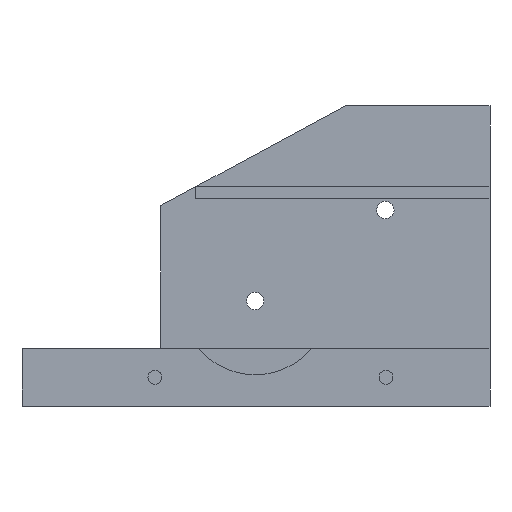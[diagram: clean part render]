
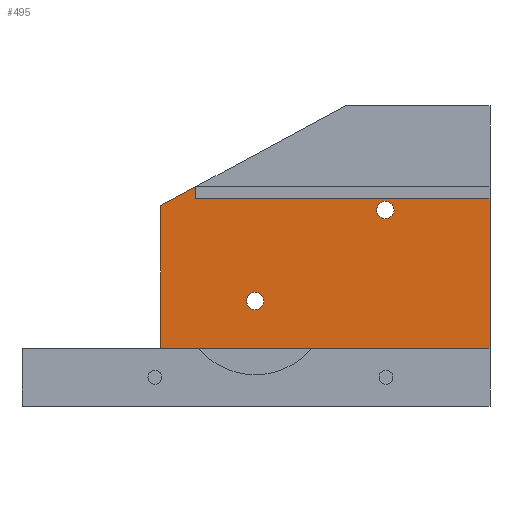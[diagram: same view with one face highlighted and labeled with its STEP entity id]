
A CAD part, front view. The second image highlights one B-rep face of the part: STEP entity #495.
In plain terms, the highlighted planar face has unit normal (0, -1, 0).
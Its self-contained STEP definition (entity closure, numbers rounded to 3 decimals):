
#24 = VERTEX_POINT('',#25);
#25 = CARTESIAN_POINT('',(4.,-21.9,-150.));
#32 = PLANE('',#33);
#33 = AXIS2_PLACEMENT_3D('',#34,#35,#36);
#34 = CARTESIAN_POINT('',(4.,-21.9,-160.));
#35 = DIRECTION('',(0.,-1.,0.));
#36 = DIRECTION('',(-1.,0.,0.));
#56 = EDGE_CURVE('',#24,#57,#59,.T.);
#57 = VERTEX_POINT('',#58);
#58 = CARTESIAN_POINT('',(-31.,-21.9,-150.));
#59 = SURFACE_CURVE('',#60,(#64,#71),.PCURVE_S1.);
#60 = LINE('',#61,#62);
#61 = CARTESIAN_POINT('',(4.,-21.9,-150.));
#62 = VECTOR('',#63,1.);
#63 = DIRECTION('',(-1.,0.,0.));
#64 = PCURVE('',#32,#65);
#65 = DEFINITIONAL_REPRESENTATION('',(#66),#70);
#66 = LINE('',#67,#68);
#67 = CARTESIAN_POINT('',(0.,-10.));
#68 = VECTOR('',#69,1.);
#69 = DIRECTION('',(1.,0.));
#70 = ( GEOMETRIC_REPRESENTATION_CONTEXT(2) 
PARAMETRIC_REPRESENTATION_CONTEXT() REPRESENTATION_CONTEXT('2D SPACE',''
  ) );
#71 = PCURVE('',#72,#77);
#72 = PLANE('',#73);
#73 = AXIS2_PLACEMENT_3D('',#74,#75,#76);
#74 = CARTESIAN_POINT('',(-2.178,-21.9,-136.043));
#75 = DIRECTION('',(0.,1.,0.));
#76 = DIRECTION('',(0.,0.,1.));
#77 = DEFINITIONAL_REPRESENTATION('',(#78),#82);
#78 = LINE('',#79,#80);
#79 = CARTESIAN_POINT('',(-13.957,6.178));
#80 = VECTOR('',#81,1.);
#81 = DIRECTION('',(0.,-1.));
#82 = ( GEOMETRIC_REPRESENTATION_CONTEXT(2) 
PARAMETRIC_REPRESENTATION_CONTEXT() REPRESENTATION_CONTEXT('2D SPACE',''
  ) );
#185 = PLANE('',#186);
#186 = AXIS2_PLACEMENT_3D('',#187,#188,#189);
#187 = CARTESIAN_POINT('',(-12.247,-28.666,-150.));
#188 = DIRECTION('',(0.,0.,1.));
#189 = DIRECTION('',(1.,0.,0.));
#239 = PLANE('',#240);
#240 = AXIS2_PLACEMENT_3D('',#241,#242,#243);
#241 = CARTESIAN_POINT('',(-31.,-17.9,-125.28));
#242 = DIRECTION('',(1.,0.,0.));
#243 = DIRECTION('',(0.,0.,-1.));
#495 = ADVANCED_FACE('',(#496,#655,#686),#72,.F.);
#496 = FACE_BOUND('',#497,.F.);
#497 = EDGE_LOOP('',(#498,#528,#549,#550,#573,#601,#629));
#498 = ORIENTED_EDGE('',*,*,#499,.F.);
#499 = EDGE_CURVE('',#500,#502,#504,.T.);
#500 = VERTEX_POINT('',#501);
#501 = CARTESIAN_POINT('',(26.,-21.9,-150.));
#502 = VERTEX_POINT('',#503);
#503 = CARTESIAN_POINT('',(26.,-21.9,-124.1));
#504 = SURFACE_CURVE('',#505,(#509,#516),.PCURVE_S1.);
#505 = LINE('',#506,#507);
#506 = CARTESIAN_POINT('',(26.,-21.9,-150.));
#507 = VECTOR('',#508,1.);
#508 = DIRECTION('',(0.,0.,1.));
#509 = PCURVE('',#72,#510);
#510 = DEFINITIONAL_REPRESENTATION('',(#511),#515);
#511 = LINE('',#512,#513);
#512 = CARTESIAN_POINT('',(-13.957,28.178));
#513 = VECTOR('',#514,1.);
#514 = DIRECTION('',(1.,0.));
#515 = ( GEOMETRIC_REPRESENTATION_CONTEXT(2) 
PARAMETRIC_REPRESENTATION_CONTEXT() REPRESENTATION_CONTEXT('2D SPACE',''
  ) );
#516 = PCURVE('',#517,#522);
#517 = PLANE('',#518);
#518 = AXIS2_PLACEMENT_3D('',#519,#520,#521);
#519 = CARTESIAN_POINT('',(26.,-17.9,-150.));
#520 = DIRECTION('',(-1.,0.,0.));
#521 = DIRECTION('',(0.,0.,1.));
#522 = DEFINITIONAL_REPRESENTATION('',(#523),#527);
#523 = LINE('',#524,#525);
#524 = CARTESIAN_POINT('',(0.,-4.));
#525 = VECTOR('',#526,1.);
#526 = DIRECTION('',(1.,0.));
#527 = ( GEOMETRIC_REPRESENTATION_CONTEXT(2) 
PARAMETRIC_REPRESENTATION_CONTEXT() REPRESENTATION_CONTEXT('2D SPACE',''
  ) );
#528 = ORIENTED_EDGE('',*,*,#529,.T.);
#529 = EDGE_CURVE('',#500,#24,#530,.T.);
#530 = SURFACE_CURVE('',#531,(#535,#542),.PCURVE_S1.);
#531 = LINE('',#532,#533);
#532 = CARTESIAN_POINT('',(26.,-21.9,-150.));
#533 = VECTOR('',#534,1.);
#534 = DIRECTION('',(-1.,0.,0.));
#535 = PCURVE('',#72,#536);
#536 = DEFINITIONAL_REPRESENTATION('',(#537),#541);
#537 = LINE('',#538,#539);
#538 = CARTESIAN_POINT('',(-13.957,28.178));
#539 = VECTOR('',#540,1.);
#540 = DIRECTION('',(0.,-1.));
#541 = ( GEOMETRIC_REPRESENTATION_CONTEXT(2) 
PARAMETRIC_REPRESENTATION_CONTEXT() REPRESENTATION_CONTEXT('2D SPACE',''
  ) );
#542 = PCURVE('',#185,#543);
#543 = DEFINITIONAL_REPRESENTATION('',(#544),#548);
#544 = LINE('',#545,#546);
#545 = CARTESIAN_POINT('',(38.247,6.766));
#546 = VECTOR('',#547,1.);
#547 = DIRECTION('',(-1.,0.));
#548 = ( GEOMETRIC_REPRESENTATION_CONTEXT(2) 
PARAMETRIC_REPRESENTATION_CONTEXT() REPRESENTATION_CONTEXT('2D SPACE',''
  ) );
#549 = ORIENTED_EDGE('',*,*,#56,.T.);
#550 = ORIENTED_EDGE('',*,*,#551,.F.);
#551 = EDGE_CURVE('',#552,#57,#554,.T.);
#552 = VERTEX_POINT('',#553);
#553 = CARTESIAN_POINT('',(-31.,-21.9,-125.28));
#554 = SURFACE_CURVE('',#555,(#559,#566),.PCURVE_S1.);
#555 = LINE('',#556,#557);
#556 = CARTESIAN_POINT('',(-31.,-21.9,-125.28));
#557 = VECTOR('',#558,1.);
#558 = DIRECTION('',(0.,0.,-1.));
#559 = PCURVE('',#72,#560);
#560 = DEFINITIONAL_REPRESENTATION('',(#561),#565);
#561 = LINE('',#562,#563);
#562 = CARTESIAN_POINT('',(10.763,-28.822));
#563 = VECTOR('',#564,1.);
#564 = DIRECTION('',(-1.,0.));
#565 = ( GEOMETRIC_REPRESENTATION_CONTEXT(2) 
PARAMETRIC_REPRESENTATION_CONTEXT() REPRESENTATION_CONTEXT('2D SPACE',''
  ) );
#566 = PCURVE('',#239,#567);
#567 = DEFINITIONAL_REPRESENTATION('',(#568),#572);
#568 = LINE('',#569,#570);
#569 = CARTESIAN_POINT('',(0.,-4.));
#570 = VECTOR('',#571,1.);
#571 = DIRECTION('',(1.,0.));
#572 = ( GEOMETRIC_REPRESENTATION_CONTEXT(2) 
PARAMETRIC_REPRESENTATION_CONTEXT() REPRESENTATION_CONTEXT('2D SPACE',''
  ) );
#573 = ORIENTED_EDGE('',*,*,#574,.F.);
#574 = EDGE_CURVE('',#575,#552,#577,.T.);
#575 = VERTEX_POINT('',#576);
#576 = CARTESIAN_POINT('',(-24.9,-21.9,-122.));
#577 = SURFACE_CURVE('',#578,(#582,#589),.PCURVE_S1.);
#578 = LINE('',#579,#580);
#579 = CARTESIAN_POINT('',(-24.9,-21.9,-122.));
#580 = VECTOR('',#581,1.);
#581 = DIRECTION('',(-0.881,0.,-0.474));
#582 = PCURVE('',#72,#583);
#583 = DEFINITIONAL_REPRESENTATION('',(#584),#588);
#584 = LINE('',#585,#586);
#585 = CARTESIAN_POINT('',(14.043,-22.722));
#586 = VECTOR('',#587,1.);
#587 = DIRECTION('',(-0.474,-0.881));
#588 = ( GEOMETRIC_REPRESENTATION_CONTEXT(2) 
PARAMETRIC_REPRESENTATION_CONTEXT() REPRESENTATION_CONTEXT('2D SPACE',''
  ) );
#589 = PCURVE('',#590,#595);
#590 = PLANE('',#591);
#591 = AXIS2_PLACEMENT_3D('',#592,#593,#594);
#592 = CARTESIAN_POINT('',(-24.9,-17.9,-122.));
#593 = DIRECTION('',(0.474,0.,-0.881));
#594 = DIRECTION('',(-0.881,0.,-0.474));
#595 = DEFINITIONAL_REPRESENTATION('',(#596),#600);
#596 = LINE('',#597,#598);
#597 = CARTESIAN_POINT('',(0.,-4.));
#598 = VECTOR('',#599,1.);
#599 = DIRECTION('',(1.,0.));
#600 = ( GEOMETRIC_REPRESENTATION_CONTEXT(2) 
PARAMETRIC_REPRESENTATION_CONTEXT() REPRESENTATION_CONTEXT('2D SPACE',''
  ) );
#601 = ORIENTED_EDGE('',*,*,#602,.F.);
#602 = EDGE_CURVE('',#603,#575,#605,.T.);
#603 = VERTEX_POINT('',#604);
#604 = CARTESIAN_POINT('',(-24.9,-21.9,-124.1));
#605 = SURFACE_CURVE('',#606,(#610,#617),.PCURVE_S1.);
#606 = LINE('',#607,#608);
#607 = CARTESIAN_POINT('',(-24.9,-21.9,-124.1));
#608 = VECTOR('',#609,1.);
#609 = DIRECTION('',(0.,0.,1.));
#610 = PCURVE('',#72,#611);
#611 = DEFINITIONAL_REPRESENTATION('',(#612),#616);
#612 = LINE('',#613,#614);
#613 = CARTESIAN_POINT('',(11.943,-22.722));
#614 = VECTOR('',#615,1.);
#615 = DIRECTION('',(1.,0.));
#616 = ( GEOMETRIC_REPRESENTATION_CONTEXT(2) 
PARAMETRIC_REPRESENTATION_CONTEXT() REPRESENTATION_CONTEXT('2D SPACE',''
  ) );
#617 = PCURVE('',#618,#623);
#618 = PLANE('',#619);
#619 = AXIS2_PLACEMENT_3D('',#620,#621,#622);
#620 = CARTESIAN_POINT('',(-24.9,-21.9,-124.1));
#621 = DIRECTION('',(-1.,0.,0.));
#622 = DIRECTION('',(0.,0.,1.));
#623 = DEFINITIONAL_REPRESENTATION('',(#624),#628);
#624 = LINE('',#625,#626);
#625 = CARTESIAN_POINT('',(0.,0.));
#626 = VECTOR('',#627,1.);
#627 = DIRECTION('',(1.,0.));
#628 = ( GEOMETRIC_REPRESENTATION_CONTEXT(2) 
PARAMETRIC_REPRESENTATION_CONTEXT() REPRESENTATION_CONTEXT('2D SPACE',''
  ) );
#629 = ORIENTED_EDGE('',*,*,#630,.F.);
#630 = EDGE_CURVE('',#502,#603,#631,.T.);
#631 = SURFACE_CURVE('',#632,(#636,#643),.PCURVE_S1.);
#632 = LINE('',#633,#634);
#633 = CARTESIAN_POINT('',(26.,-21.9,-124.1));
#634 = VECTOR('',#635,1.);
#635 = DIRECTION('',(-1.,0.,0.));
#636 = PCURVE('',#72,#637);
#637 = DEFINITIONAL_REPRESENTATION('',(#638),#642);
#638 = LINE('',#639,#640);
#639 = CARTESIAN_POINT('',(11.943,28.178));
#640 = VECTOR('',#641,1.);
#641 = DIRECTION('',(0.,-1.));
#642 = ( GEOMETRIC_REPRESENTATION_CONTEXT(2) 
PARAMETRIC_REPRESENTATION_CONTEXT() REPRESENTATION_CONTEXT('2D SPACE',''
  ) );
#643 = PCURVE('',#644,#649);
#644 = PLANE('',#645);
#645 = AXIS2_PLACEMENT_3D('',#646,#647,#648);
#646 = CARTESIAN_POINT('',(26.,-21.9,-124.1));
#647 = DIRECTION('',(-0.,0.,-1.));
#648 = DIRECTION('',(-1.,0.,0.));
#649 = DEFINITIONAL_REPRESENTATION('',(#650),#654);
#650 = LINE('',#651,#652);
#651 = CARTESIAN_POINT('',(0.,0.));
#652 = VECTOR('',#653,1.);
#653 = DIRECTION('',(1.,0.));
#654 = ( GEOMETRIC_REPRESENTATION_CONTEXT(2) 
PARAMETRIC_REPRESENTATION_CONTEXT() REPRESENTATION_CONTEXT('2D SPACE',''
  ) );
#655 = FACE_BOUND('',#656,.F.);
#656 = EDGE_LOOP('',(#657));
#657 = ORIENTED_EDGE('',*,*,#658,.F.);
#658 = EDGE_CURVE('',#659,#659,#661,.T.);
#659 = VERTEX_POINT('',#660);
#660 = CARTESIAN_POINT('',(-16.14,-21.9,-141.78));
#661 = SURFACE_CURVE('',#662,(#667,#674),.PCURVE_S1.);
#662 = CIRCLE('',#663,1.5);
#663 = AXIS2_PLACEMENT_3D('',#664,#665,#666);
#664 = CARTESIAN_POINT('',(-14.64,-21.9,-141.78));
#665 = DIRECTION('',(0.,1.,-0.));
#666 = DIRECTION('',(-1.,0.,0.));
#667 = PCURVE('',#72,#668);
#668 = DEFINITIONAL_REPRESENTATION('',(#669),#673);
#669 = CIRCLE('',#670,1.5);
#670 = AXIS2_PLACEMENT_2D('',#671,#672);
#671 = CARTESIAN_POINT('',(-5.737,-12.462));
#672 = DIRECTION('',(0.,-1.));
#673 = ( GEOMETRIC_REPRESENTATION_CONTEXT(2) 
PARAMETRIC_REPRESENTATION_CONTEXT() REPRESENTATION_CONTEXT('2D SPACE',''
  ) );
#674 = PCURVE('',#675,#680);
#675 = CYLINDRICAL_SURFACE('',#676,1.5);
#676 = AXIS2_PLACEMENT_3D('',#677,#678,#679);
#677 = CARTESIAN_POINT('',(-14.64,-17.9,-141.78));
#678 = DIRECTION('',(0.,1.,0.));
#679 = DIRECTION('',(-1.,0.,0.));
#680 = DEFINITIONAL_REPRESENTATION('',(#681),#685);
#681 = LINE('',#682,#683);
#682 = CARTESIAN_POINT('',(0.,-4.));
#683 = VECTOR('',#684,1.);
#684 = DIRECTION('',(1.,0.));
#685 = ( GEOMETRIC_REPRESENTATION_CONTEXT(2) 
PARAMETRIC_REPRESENTATION_CONTEXT() REPRESENTATION_CONTEXT('2D SPACE',''
  ) );
#686 = FACE_BOUND('',#687,.F.);
#687 = EDGE_LOOP('',(#688));
#688 = ORIENTED_EDGE('',*,*,#689,.F.);
#689 = EDGE_CURVE('',#690,#690,#692,.T.);
#690 = VERTEX_POINT('',#691);
#691 = CARTESIAN_POINT('',(6.4,-21.9,-126.05));
#692 = SURFACE_CURVE('',#693,(#698,#705),.PCURVE_S1.);
#693 = CIRCLE('',#694,1.5);
#694 = AXIS2_PLACEMENT_3D('',#695,#696,#697);
#695 = CARTESIAN_POINT('',(7.9,-21.9,-126.05));
#696 = DIRECTION('',(0.,1.,-0.));
#697 = DIRECTION('',(-1.,0.,0.));
#698 = PCURVE('',#72,#699);
#699 = DEFINITIONAL_REPRESENTATION('',(#700),#704);
#700 = CIRCLE('',#701,1.5);
#701 = AXIS2_PLACEMENT_2D('',#702,#703);
#702 = CARTESIAN_POINT('',(9.993,10.078));
#703 = DIRECTION('',(0.,-1.));
#704 = ( GEOMETRIC_REPRESENTATION_CONTEXT(2) 
PARAMETRIC_REPRESENTATION_CONTEXT() REPRESENTATION_CONTEXT('2D SPACE',''
  ) );
#705 = PCURVE('',#706,#711);
#706 = CYLINDRICAL_SURFACE('',#707,1.5);
#707 = AXIS2_PLACEMENT_3D('',#708,#709,#710);
#708 = CARTESIAN_POINT('',(7.9,-17.9,-126.05));
#709 = DIRECTION('',(0.,1.,0.));
#710 = DIRECTION('',(-1.,0.,0.));
#711 = DEFINITIONAL_REPRESENTATION('',(#712),#716);
#712 = LINE('',#713,#714);
#713 = CARTESIAN_POINT('',(0.,-4.));
#714 = VECTOR('',#715,1.);
#715 = DIRECTION('',(1.,0.));
#716 = ( GEOMETRIC_REPRESENTATION_CONTEXT(2) 
PARAMETRIC_REPRESENTATION_CONTEXT() REPRESENTATION_CONTEXT('2D SPACE',''
  ) );
